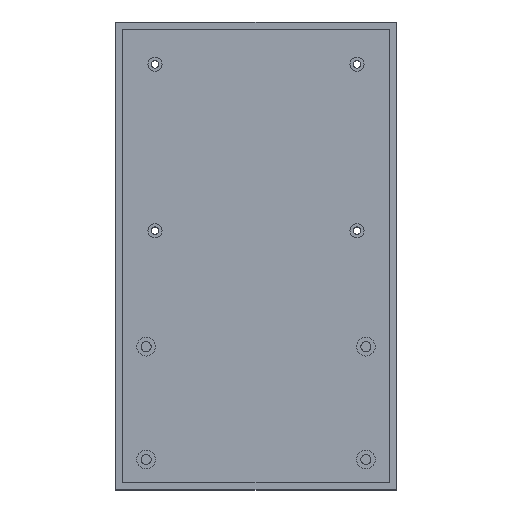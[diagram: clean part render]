
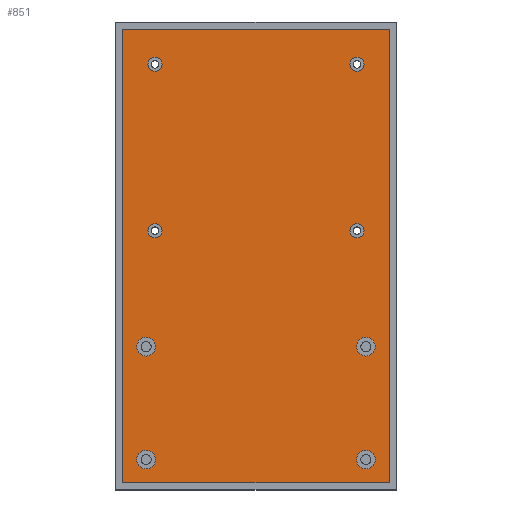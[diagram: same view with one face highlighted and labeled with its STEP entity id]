
A CAD part, top view. The second image highlights one B-rep face of the part: STEP entity #851.
In plain terms, the highlighted planar face has unit normal (0, 0, 1).
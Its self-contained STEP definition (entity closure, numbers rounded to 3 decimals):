
#30=FACE_BOUND('',#206,.T.);
#31=FACE_BOUND('',#207,.T.);
#32=FACE_BOUND('',#208,.T.);
#33=FACE_BOUND('',#209,.T.);
#34=FACE_BOUND('',#210,.T.);
#35=FACE_BOUND('',#211,.T.);
#36=FACE_BOUND('',#212,.T.);
#37=FACE_BOUND('',#213,.T.);
#51=CIRCLE('',#897,4.);
#53=CIRCLE('',#901,4.);
#55=CIRCLE('',#905,4.);
#57=CIRCLE('',#909,4.);
#59=CIRCLE('',#913,3.);
#62=CIRCLE('',#918,3.);
#65=CIRCLE('',#923,3.);
#68=CIRCLE('',#928,3.);
#139=FACE_OUTER_BOUND('',#205,.T.);
#205=EDGE_LOOP('',(#747,#748,#749,#750));
#206=EDGE_LOOP('',(#751));
#207=EDGE_LOOP('',(#752));
#208=EDGE_LOOP('',(#753));
#209=EDGE_LOOP('',(#754));
#210=EDGE_LOOP('',(#755));
#211=EDGE_LOOP('',(#756));
#212=EDGE_LOOP('',(#757));
#213=EDGE_LOOP('',(#758));
#271=LINE('',#1378,#347);
#275=LINE('',#1386,#351);
#278=LINE('',#1392,#354);
#281=LINE('',#1397,#357);
#347=VECTOR('',#1150,10.);
#351=VECTOR('',#1156,10.);
#354=VECTOR('',#1161,10.);
#357=VECTOR('',#1166,10.);
#404=VERTEX_POINT('',#1298);
#406=VERTEX_POINT('',#1305);
#408=VERTEX_POINT('',#1312);
#410=VERTEX_POINT('',#1319);
#412=VERTEX_POINT('',#1326);
#415=VERTEX_POINT('',#1335);
#418=VERTEX_POINT('',#1344);
#421=VERTEX_POINT('',#1353);
#427=VERTEX_POINT('',#1376);
#428=VERTEX_POINT('',#1377);
#431=VERTEX_POINT('',#1385);
#433=VERTEX_POINT('',#1391);
#493=EDGE_CURVE('',#404,#404,#51,.T.);
#496=EDGE_CURVE('',#406,#406,#53,.T.);
#499=EDGE_CURVE('',#408,#408,#55,.T.);
#502=EDGE_CURVE('',#410,#410,#57,.T.);
#505=EDGE_CURVE('',#412,#412,#59,.T.);
#509=EDGE_CURVE('',#415,#415,#62,.T.);
#513=EDGE_CURVE('',#418,#418,#65,.T.);
#517=EDGE_CURVE('',#421,#421,#68,.T.);
#527=EDGE_CURVE('',#427,#428,#271,.T.);
#531=EDGE_CURVE('',#428,#431,#275,.T.);
#534=EDGE_CURVE('',#431,#433,#278,.T.);
#537=EDGE_CURVE('',#433,#427,#281,.T.);
#747=ORIENTED_EDGE('',*,*,#527,.T.);
#748=ORIENTED_EDGE('',*,*,#531,.T.);
#749=ORIENTED_EDGE('',*,*,#534,.T.);
#750=ORIENTED_EDGE('',*,*,#537,.T.);
#751=ORIENTED_EDGE('',*,*,#493,.T.);
#752=ORIENTED_EDGE('',*,*,#496,.T.);
#753=ORIENTED_EDGE('',*,*,#499,.T.);
#754=ORIENTED_EDGE('',*,*,#502,.T.);
#755=ORIENTED_EDGE('',*,*,#505,.T.);
#756=ORIENTED_EDGE('',*,*,#509,.T.);
#757=ORIENTED_EDGE('',*,*,#513,.T.);
#758=ORIENTED_EDGE('',*,*,#517,.T.);
#800=PLANE('',#948);
#851=ADVANCED_FACE('',(#139,#30,#31,#32,#33,#34,#35,#36,#37),#800,.T.);
#897=AXIS2_PLACEMENT_3D('',#1300,#1053,#1054);
#901=AXIS2_PLACEMENT_3D('',#1307,#1062,#1063);
#905=AXIS2_PLACEMENT_3D('',#1314,#1071,#1072);
#909=AXIS2_PLACEMENT_3D('',#1321,#1080,#1081);
#913=AXIS2_PLACEMENT_3D('',#1328,#1089,#1090);
#918=AXIS2_PLACEMENT_3D('',#1337,#1100,#1101);
#923=AXIS2_PLACEMENT_3D('',#1346,#1111,#1112);
#928=AXIS2_PLACEMENT_3D('',#1355,#1122,#1123);
#948=AXIS2_PLACEMENT_3D('',#1424,#1190,#1191);
#1053=DIRECTION('center_axis',(0.,0.,-1.));
#1054=DIRECTION('ref_axis',(-1.,0.,0.));
#1062=DIRECTION('center_axis',(0.,0.,-1.));
#1063=DIRECTION('ref_axis',(-1.,0.,0.));
#1071=DIRECTION('center_axis',(0.,0.,-1.));
#1072=DIRECTION('ref_axis',(-1.,0.,0.));
#1080=DIRECTION('center_axis',(0.,0.,-1.));
#1081=DIRECTION('ref_axis',(-1.,0.,0.));
#1089=DIRECTION('center_axis',(0.,0.,-1.));
#1090=DIRECTION('ref_axis',(-1.,0.,0.));
#1100=DIRECTION('center_axis',(0.,0.,-1.));
#1101=DIRECTION('ref_axis',(-1.,0.,0.));
#1111=DIRECTION('center_axis',(0.,0.,-1.));
#1112=DIRECTION('ref_axis',(-1.,0.,0.));
#1122=DIRECTION('center_axis',(0.,0.,-1.));
#1123=DIRECTION('ref_axis',(-1.,0.,0.));
#1150=DIRECTION('',(1.,0.,0.));
#1156=DIRECTION('',(0.,1.,0.));
#1161=DIRECTION('',(-1.,0.,0.));
#1166=DIRECTION('',(0.,-1.,0.));
#1190=DIRECTION('center_axis',(0.,0.,1.));
#1191=DIRECTION('ref_axis',(1.,0.,0.));
#1298=CARTESIAN_POINT('',(17.01,13.,5.));
#1300=CARTESIAN_POINT('Origin',(13.01,13.,5.));
#1305=CARTESIAN_POINT('',(17.01,61.26,5.));
#1307=CARTESIAN_POINT('Origin',(13.01,61.26,5.));
#1312=CARTESIAN_POINT('',(110.99,13.,5.));
#1314=CARTESIAN_POINT('Origin',(106.99,13.,5.));
#1319=CARTESIAN_POINT('',(110.99,61.26,5.));
#1321=CARTESIAN_POINT('Origin',(106.99,61.26,5.));
#1326=CARTESIAN_POINT('',(106.18,182.,5.));
#1328=CARTESIAN_POINT('Origin',(103.18,182.,5.));
#1335=CARTESIAN_POINT('',(19.82,182.,5.));
#1337=CARTESIAN_POINT('Origin',(16.82,182.,5.));
#1344=CARTESIAN_POINT('',(106.18,110.88,5.));
#1346=CARTESIAN_POINT('Origin',(103.18,110.88,5.));
#1353=CARTESIAN_POINT('',(19.82,110.88,5.));
#1355=CARTESIAN_POINT('Origin',(16.82,110.88,5.));
#1376=CARTESIAN_POINT('',(3.,3.,5.));
#1377=CARTESIAN_POINT('',(117.,3.,5.));
#1378=CARTESIAN_POINT('',(88.5,3.,5.));
#1385=CARTESIAN_POINT('',(117.,197.,5.));
#1386=CARTESIAN_POINT('',(117.,148.5,5.));
#1391=CARTESIAN_POINT('',(3.,197.,5.));
#1392=CARTESIAN_POINT('',(31.5,197.,5.));
#1397=CARTESIAN_POINT('',(3.,51.5,5.));
#1424=CARTESIAN_POINT('Origin',(60.,100.,5.));
